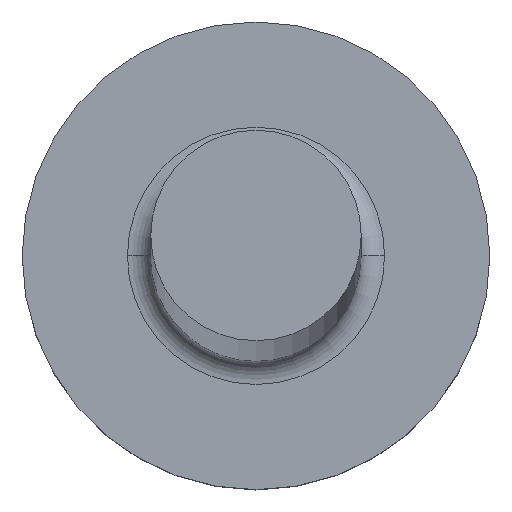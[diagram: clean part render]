
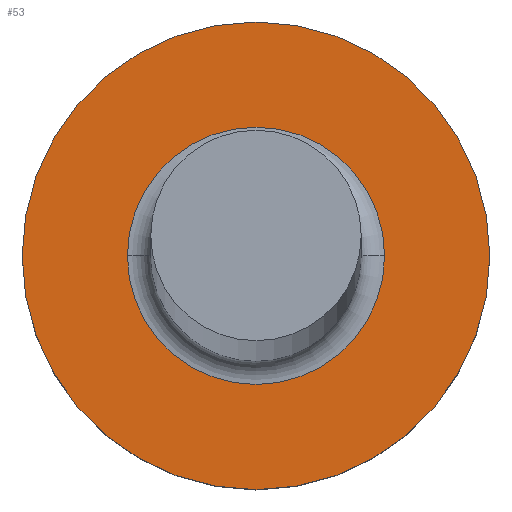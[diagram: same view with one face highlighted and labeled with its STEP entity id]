
A CAD part, top view. The second image highlights one B-rep face of the part: STEP entity #53.
In plain terms, the highlighted planar face has unit normal (0, 0, 1).
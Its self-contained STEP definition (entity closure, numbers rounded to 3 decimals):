
#12 = CARTESIAN_POINT ( 'NONE',  ( 0., 0., 1.5 ) ) ;
#14 = PLANE ( 'NONE',  #103 ) ;
#15 = CARTESIAN_POINT ( 'NONE',  ( -2., 0., 1.5 ) ) ;
#19 = AXIS2_PLACEMENT_3D ( 'NONE', #12, #157, #231 ) ;
#34 = ORIENTED_EDGE ( 'NONE', *, *, #169, .T. ) ;
#42 = EDGE_LOOP ( 'NONE', ( #218, #208 ) ) ;
#53 = ADVANCED_FACE ( 'NONE', ( #302, #135 ), #14, .T. ) ;
#66 = CARTESIAN_POINT ( 'NONE',  ( -1.1, 0., 1.5 ) ) ;
#91 = DIRECTION ( 'NONE',  ( 1., 0., 0. ) ) ;
#97 = VERTEX_POINT ( 'NONE', #136 ) ;
#103 = AXIS2_PLACEMENT_3D ( 'NONE', #225, #279, #177 ) ;
#105 = CIRCLE ( 'NONE', #207, 1.1 ) ;
#112 = DIRECTION ( 'NONE',  ( 0., 0., -1. ) ) ;
#125 = VERTEX_POINT ( 'NONE', #178 ) ;
#135 = FACE_OUTER_BOUND ( 'NONE', #42, .T. ) ;
#136 = CARTESIAN_POINT ( 'NONE',  ( 2., 0., 1.5 ) ) ;
#139 = CARTESIAN_POINT ( 'NONE',  ( 0., 0., 1.5 ) ) ;
#145 = VERTEX_POINT ( 'NONE', #66 ) ;
#146 = EDGE_LOOP ( 'NONE', ( #281, #34 ) ) ;
#157 = DIRECTION ( 'NONE',  ( 0., 0., 1. ) ) ;
#159 = DIRECTION ( 'NONE',  ( 0., 0., -1. ) ) ;
#166 = EDGE_CURVE ( 'NONE', #97, #168, #280, .T. ) ;
#168 = VERTEX_POINT ( 'NONE', #15 ) ;
#169 = EDGE_CURVE ( 'NONE', #145, #125, #224, .T. ) ;
#177 = DIRECTION ( 'NONE',  ( 1., 0., 0. ) ) ;
#178 = CARTESIAN_POINT ( 'NONE',  ( 1.1, 0., 1.5 ) ) ;
#179 = AXIS2_PLACEMENT_3D ( 'NONE', #214, #307, #260 ) ;
#201 = CARTESIAN_POINT ( 'NONE',  ( 0., 0., 1.5 ) ) ;
#207 = AXIS2_PLACEMENT_3D ( 'NONE', #139, #159, #91 ) ;
#208 = ORIENTED_EDGE ( 'NONE', *, *, #166, .T. ) ;
#214 = CARTESIAN_POINT ( 'NONE',  ( 0., 0., 1.5 ) ) ;
#218 = ORIENTED_EDGE ( 'NONE', *, *, #255, .T. ) ;
#224 = CIRCLE ( 'NONE', #266, 1.1 ) ;
#225 = CARTESIAN_POINT ( 'NONE',  ( 0., 0., 1.5 ) ) ;
#231 = DIRECTION ( 'NONE',  ( 1., 0., 0. ) ) ;
#255 = EDGE_CURVE ( 'NONE', #168, #97, #274, .T. ) ;
#260 = DIRECTION ( 'NONE',  ( 1., 0., 0. ) ) ;
#266 = AXIS2_PLACEMENT_3D ( 'NONE', #201, #112, #296 ) ;
#274 = CIRCLE ( 'NONE', #179, 2. ) ;
#279 = DIRECTION ( 'NONE',  ( 0., 0., 1. ) ) ;
#280 = CIRCLE ( 'NONE', #19, 2. ) ;
#281 = ORIENTED_EDGE ( 'NONE', *, *, #301, .T. ) ;
#296 = DIRECTION ( 'NONE',  ( 1., 0., 0. ) ) ;
#301 = EDGE_CURVE ( 'NONE', #125, #145, #105, .T. ) ;
#302 = FACE_BOUND ( 'NONE', #146, .T. ) ;
#307 = DIRECTION ( 'NONE',  ( 0., 0., 1. ) ) ;
